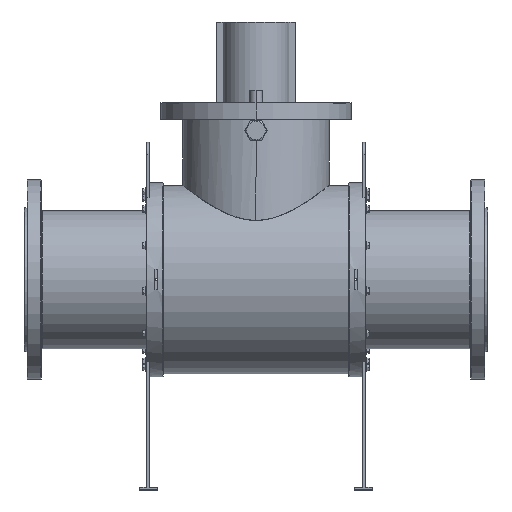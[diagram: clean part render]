
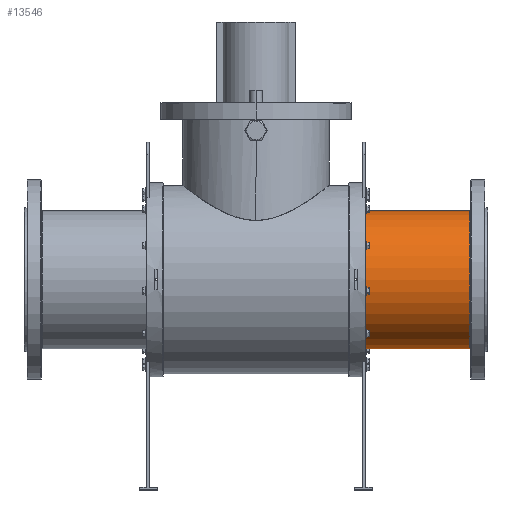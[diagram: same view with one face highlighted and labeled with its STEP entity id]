
A CAD part, top view. The second image highlights one B-rep face of the part: STEP entity #13546.
In plain terms, the highlighted cylindrical face has radius 248 mm (diameter 496 mm), a partial arc.
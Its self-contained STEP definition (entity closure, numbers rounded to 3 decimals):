
#200 = EDGE_LOOP ( 'NONE', ( #11584, #6126, #5644, #4734 ) ) ;
#1091 = VERTEX_POINT ( 'NONE', #2385 ) ;
#1361 = VECTOR ( 'NONE', #12284, 1000. ) ;
#1605 = DIRECTION ( 'NONE',  ( -1., 0., 0. ) ) ;
#1923 = DIRECTION ( 'NONE',  ( 0., -1., 0. ) ) ;
#1976 = EDGE_CURVE ( 'NONE', #1091, #6744, #12393, .T. ) ;
#2284 = CYLINDRICAL_SURFACE ( 'NONE', #8749, 248. ) ;
#2385 = CARTESIAN_POINT ( 'NONE',  ( 393., 248., 0. ) ) ;
#2397 = CARTESIAN_POINT ( 'NONE',  ( 767., 248., 0. ) ) ;
#2909 = VERTEX_POINT ( 'NONE', #5941 ) ;
#3074 = AXIS2_PLACEMENT_3D ( 'NONE', #4895, #12755, #8307 ) ;
#3340 = CARTESIAN_POINT ( 'NONE',  ( 393., -248., 0. ) ) ;
#4065 = CIRCLE ( 'NONE', #3074, 248. ) ;
#4734 = ORIENTED_EDGE ( 'NONE', *, *, #11469, .F. ) ;
#4811 = VERTEX_POINT ( 'NONE', #2397 ) ;
#4895 = CARTESIAN_POINT ( 'NONE',  ( 767., 0., 0. ) ) ;
#5051 = CARTESIAN_POINT ( 'NONE',  ( -832., 248., 0. ) ) ;
#5644 = ORIENTED_EDGE ( 'NONE', *, *, #1976, .T. ) ;
#5941 = CARTESIAN_POINT ( 'NONE',  ( 767., -248., 0. ) ) ;
#6126 = ORIENTED_EDGE ( 'NONE', *, *, #14551, .T. ) ;
#6744 = VERTEX_POINT ( 'NONE', #3340 ) ;
#6918 = CARTESIAN_POINT ( 'NONE',  ( 393., 0., 0. ) ) ;
#6926 = FACE_OUTER_BOUND ( 'NONE', #200, .T. ) ;
#8307 = DIRECTION ( 'NONE',  ( 0., 1., 0. ) ) ;
#8749 = AXIS2_PLACEMENT_3D ( 'NONE', #10397, #14238, #1923 ) ;
#9712 = AXIS2_PLACEMENT_3D ( 'NONE', #6918, #11774, #12649 ) ;
#10397 = CARTESIAN_POINT ( 'NONE',  ( -832., 0., 0. ) ) ;
#11018 = CARTESIAN_POINT ( 'NONE',  ( -832., -248., 0. ) ) ;
#11119 = VECTOR ( 'NONE', #1605, 1000. ) ;
#11469 = EDGE_CURVE ( 'NONE', #2909, #6744, #12475, .T. ) ;
#11584 = ORIENTED_EDGE ( 'NONE', *, *, #14463, .T. ) ;
#11774 = DIRECTION ( 'NONE',  ( 1., 0., 0. ) ) ;
#12284 = DIRECTION ( 'NONE',  ( -1., 0., 0. ) ) ;
#12393 = CIRCLE ( 'NONE', #9712, 248. ) ;
#12475 = LINE ( 'NONE', #11018, #11119 ) ;
#12649 = DIRECTION ( 'NONE',  ( 0., 0., -1. ) ) ;
#12755 = DIRECTION ( 'NONE',  ( -1., 0., 0. ) ) ;
#13546 = ADVANCED_FACE ( 'NONE', ( #6926 ), #2284, .T. ) ;
#14238 = DIRECTION ( 'NONE',  ( -1., 0., 0. ) ) ;
#14463 = EDGE_CURVE ( 'NONE', #2909, #4811, #4065, .T. ) ;
#14510 = LINE ( 'NONE', #5051, #1361 ) ;
#14551 = EDGE_CURVE ( 'NONE', #4811, #1091, #14510, .T. ) ;
